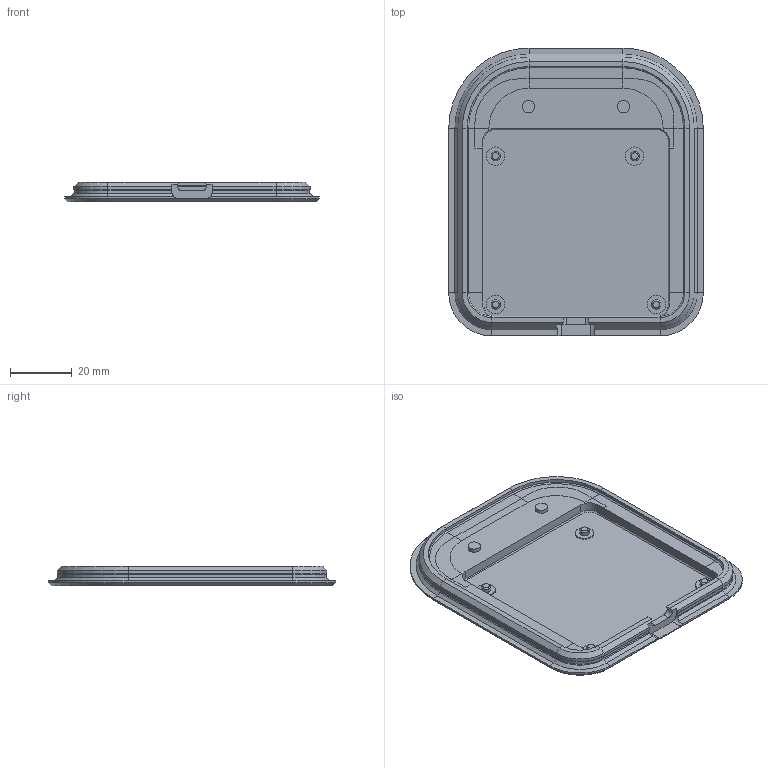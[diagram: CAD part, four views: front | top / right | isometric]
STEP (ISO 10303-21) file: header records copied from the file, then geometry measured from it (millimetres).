
FILE_DESCRIPTION(('FreeCAD Model'),'2;1');
FILE_NAME( 'boden_v2.step', '2021-04-29T18:39:36',('Author'),(''), 'Open CASCADE STEP processor 7.3','FreeCAD','Unknown');
FILE_SCHEMA(('AUTOMOTIVE_DESIGN { 1 0 10303 214 1 1 1 1 }'));
Length unit declared in the file: millimetre
Products named in the file (1): Pocket003
Bounding box: 82.4 x 93.2 x 6.4 mm (x, y, z)
Volume: 21760.8 mm3; surface area: 17167.6 mm2
Topology: 1 solids, 1 shells, 172 faces, 372 edges, 212 vertices
Faces by surface type: plane 106, cylinder 34, cone 32
Full cylindrical faces by diameter (mm): 3 x4, 4 x2, 6 x4
Entity records: 9361 total; most frequent: CARTESIAN_POINT 1883, DIRECTION 1374, ORIENTED_EDGE 744, PCURVE 744, DEFINITIONAL_REPRESENTATION 744, LINE 738, VECTOR 738, EDGE_CURVE 372
